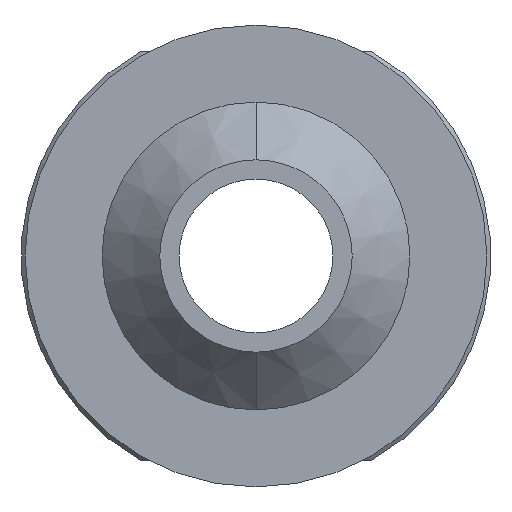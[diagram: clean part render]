
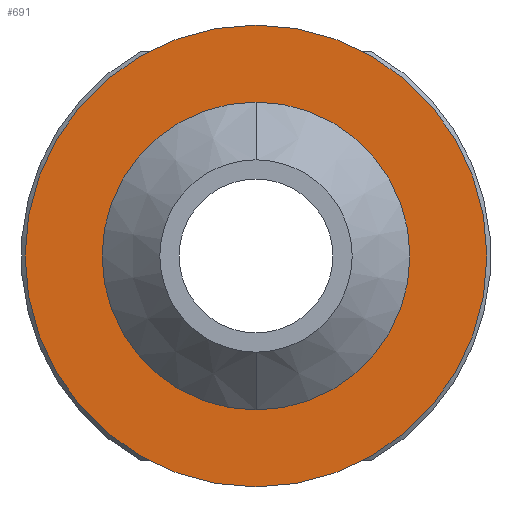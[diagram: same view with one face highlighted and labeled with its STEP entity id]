
A CAD part, front view. The second image highlights one B-rep face of the part: STEP entity #691.
In plain terms, the highlighted planar face has unit normal (0, -1, 0).
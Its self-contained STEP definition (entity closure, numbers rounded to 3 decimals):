
#49 = CIRCLE ( 'NONE', #534, 3. ) ;
#54 = DIRECTION ( 'NONE',  ( 0., 0., -1. ) ) ;
#55 = CARTESIAN_POINT ( 'NONE',  ( 0., -12., -2. ) ) ;
#65 = DIRECTION ( 'NONE',  ( 0., 1., 0. ) ) ;
#69 = CARTESIAN_POINT ( 'NONE',  ( 0., -12., 0. ) ) ;
#100 = CARTESIAN_POINT ( 'NONE',  ( 0., -12., 0. ) ) ;
#113 = FACE_BOUND ( 'NONE', #407, .T. ) ;
#122 = CARTESIAN_POINT ( 'NONE',  ( 0., -12., 3. ) ) ;
#141 = DIRECTION ( 'NONE',  ( 0., 1., 0. ) ) ;
#164 = ORIENTED_EDGE ( 'NONE', *, *, #410, .T. ) ;
#167 = EDGE_CURVE ( 'NONE', #633, #225, #49, .T. ) ;
#177 = ORIENTED_EDGE ( 'NONE', *, *, #207, .F. ) ;
#187 = DIRECTION ( 'NONE',  ( 0., 1., 0. ) ) ;
#196 = CIRCLE ( 'NONE', #555, 2. ) ;
#203 = CIRCLE ( 'NONE', #417, 3. ) ;
#207 = EDGE_CURVE ( 'NONE', #225, #633, #203, .T. ) ;
#225 = VERTEX_POINT ( 'NONE', #122 ) ;
#296 = EDGE_LOOP ( 'NONE', ( #177, #690 ) ) ;
#299 = ORIENTED_EDGE ( 'NONE', *, *, #450, .T. ) ;
#329 = AXIS2_PLACEMENT_3D ( 'NONE', #354, #470, #54 ) ;
#337 = VERTEX_POINT ( 'NONE', #55 ) ;
#354 = CARTESIAN_POINT ( 'NONE',  ( -3., -12., 0. ) ) ;
#363 = CARTESIAN_POINT ( 'NONE',  ( 0., -12., 2. ) ) ;
#370 = DIRECTION ( 'NONE',  ( 0., 0., 1. ) ) ;
#407 = EDGE_LOOP ( 'NONE', ( #299, #164 ) ) ;
#410 = EDGE_CURVE ( 'NONE', #337, #630, #509, .T. ) ;
#417 = AXIS2_PLACEMENT_3D ( 'NONE', #482, #65, #654 ) ;
#450 = EDGE_CURVE ( 'NONE', #630, #337, #196, .T. ) ;
#458 = DIRECTION ( 'NONE',  ( 0., 1., 0. ) ) ;
#470 = DIRECTION ( 'NONE',  ( 0., -1., 0. ) ) ;
#482 = CARTESIAN_POINT ( 'NONE',  ( 0., -12., 0. ) ) ;
#502 = DIRECTION ( 'NONE',  ( 0., 0., 1. ) ) ;
#509 = CIRCLE ( 'NONE', #703, 2. ) ;
#534 = AXIS2_PLACEMENT_3D ( 'NONE', #69, #187, #370 ) ;
#555 = AXIS2_PLACEMENT_3D ( 'NONE', #557, #141, #502 ) ;
#557 = CARTESIAN_POINT ( 'NONE',  ( 0., -12., 0. ) ) ;
#582 = PLANE ( 'NONE',  #329 ) ;
#630 = VERTEX_POINT ( 'NONE', #363 ) ;
#633 = VERTEX_POINT ( 'NONE', #708 ) ;
#635 = FACE_OUTER_BOUND ( 'NONE', #296, .T. ) ;
#654 = DIRECTION ( 'NONE',  ( 0., 0., 1. ) ) ;
#690 = ORIENTED_EDGE ( 'NONE', *, *, #167, .F. ) ;
#691 = ADVANCED_FACE ( 'NONE', ( #113, #635 ), #582, .T. ) ;
#703 = AXIS2_PLACEMENT_3D ( 'NONE', #100, #458, #746 ) ;
#708 = CARTESIAN_POINT ( 'NONE',  ( 0., -12., -3. ) ) ;
#746 = DIRECTION ( 'NONE',  ( 0., 0., 1. ) ) ;
